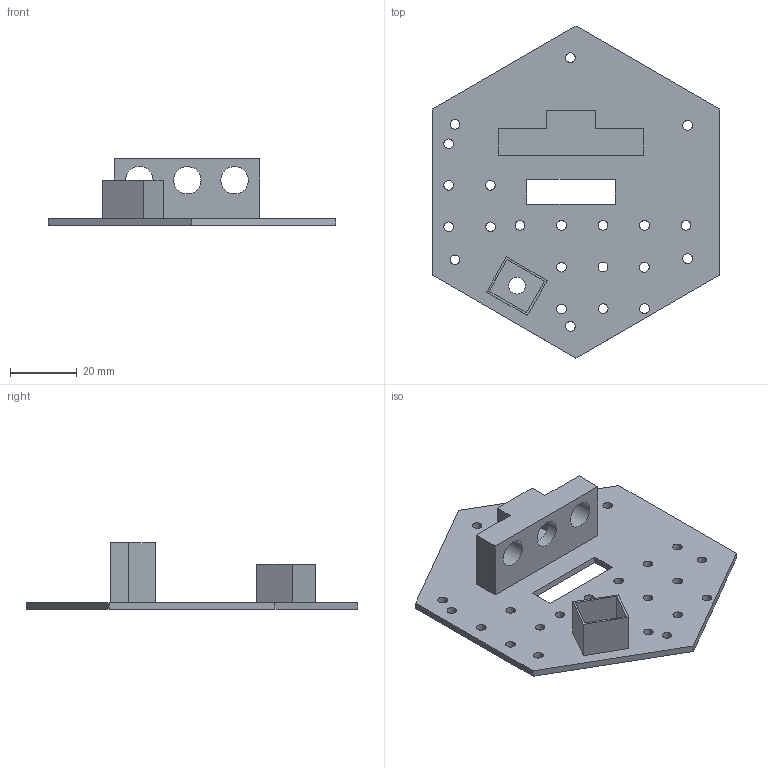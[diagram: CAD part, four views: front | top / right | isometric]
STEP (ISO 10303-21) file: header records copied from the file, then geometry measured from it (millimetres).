
FILE_DESCRIPTION(/* description */ ('STEP AP242','CAx-IF Rec.Pracs.---Representation and Presentation of Product Manufacturing Information (PMI)---4.0---2014-10-13','CAx-IF Rec.Pracs.---3D Tessellated Geometry---0.4---2014-09-14','2;1'),/* implementation_level */ '2;1');
FILE_NAME(/* name */ '681bbb55a5712a4a97208b3c',/* time_stamp */ '2025-05-07T19:58:14Z',/* author */ (''),/* organization */ (''),/* preprocessor_version */ 'ST-DEVELOPER v20',/* originating_system */ 'ONSHAPE BY PTC INC, 1.197',/* authorisation */ ' ');
FILE_SCHEMA (('AP242_MANAGED_MODEL_BASED_3D_ENGINEERING_MIM_LF { 1 0 10303 442 1 1 4 }'));
Length unit declared in the file: metre
Products named in the file (1): B - gear box v6
Bounding box: 86.29 x 99.63 x 20 mm (x, y, z)
Volume: 17955.3 mm3; surface area: 17173.5 mm2
Topology: 1 solids, 1 shells, 63 faces, 187 edges, 130 vertices
Faces by surface type: plane 36, cylinder 27
Full cylindrical faces by diameter (mm): 2.89 x1, 2.898 x1, 2.9 x15, 2.901 x3, 2.907 x1, 4.996 x1, 8.234 x1, 8.246 x2
Entity records: 2004 total; most frequent: DIRECTION 328, CARTESIAN_POINT 324, ORIENTED_EDGE 292, EDGE_CURVE 146, EDGE_LOOP 146, FACE_BOUND 146, AXIS2_PLACEMENT_3D 118, VERTEX_POINT 114
